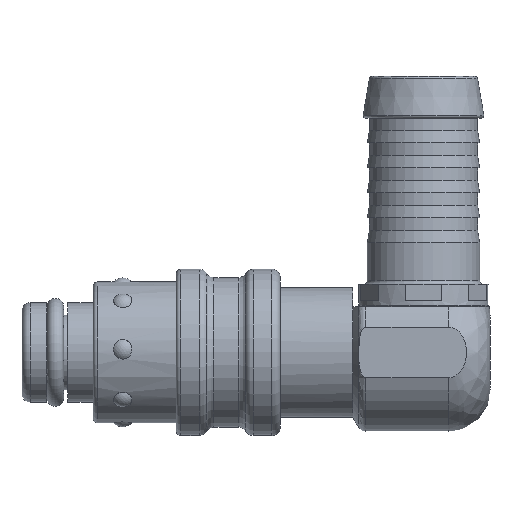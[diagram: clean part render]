
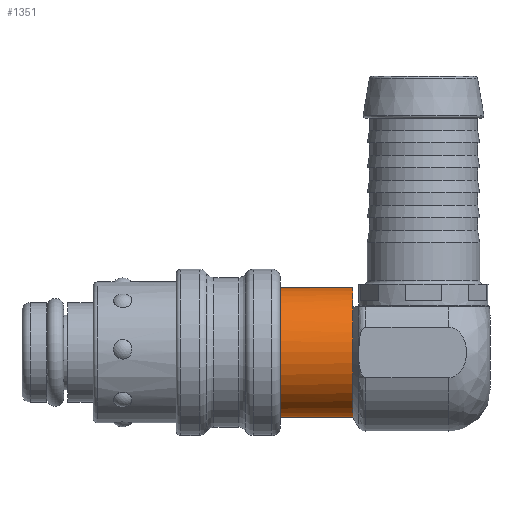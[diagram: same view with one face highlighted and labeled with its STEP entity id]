
A CAD part, front view. The second image highlights one B-rep face of the part: STEP entity #1351.
In plain terms, the highlighted cylindrical face has radius 7.8 mm (diameter 15.6 mm), a full revolution.
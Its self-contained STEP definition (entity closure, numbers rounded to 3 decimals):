
#126=CYLINDRICAL_SURFACE('',#1500,7.8);
#178=FACE_OUTER_BOUND('',#272,.T.);
#272=EDGE_LOOP('',(#1023,#1024,#1025,#1026,#1027,#1028));
#375=LINE('',#2228,#433);
#433=VECTOR('',#1823,7.8);
#494=CIRCLE('',#1501,7.8);
#495=CIRCLE('',#1502,7.8);
#496=CIRCLE('',#1503,7.8);
#497=CIRCLE('',#1504,7.8);
#606=VERTEX_POINT('',#2221);
#607=VERTEX_POINT('',#2222);
#608=VERTEX_POINT('',#2224);
#609=VERTEX_POINT('',#2227);
#757=EDGE_CURVE('',#606,#607,#494,.T.);
#758=EDGE_CURVE('',#608,#606,#495,.T.);
#759=EDGE_CURVE('',#607,#608,#496,.T.);
#760=EDGE_CURVE('',#607,#609,#375,.T.);
#761=EDGE_CURVE('',#609,#609,#497,.T.);
#1023=ORIENTED_EDGE('',*,*,#757,.F.);
#1024=ORIENTED_EDGE('',*,*,#758,.F.);
#1025=ORIENTED_EDGE('',*,*,#759,.F.);
#1026=ORIENTED_EDGE('',*,*,#760,.T.);
#1027=ORIENTED_EDGE('',*,*,#761,.T.);
#1028=ORIENTED_EDGE('',*,*,#760,.F.);
#1351=ADVANCED_FACE('',(#178),#126,.T.);
#1500=AXIS2_PLACEMENT_3D('',#2220,#1815,#1816);
#1501=AXIS2_PLACEMENT_3D('',#2223,#1817,#1818);
#1502=AXIS2_PLACEMENT_3D('',#2225,#1819,#1820);
#1503=AXIS2_PLACEMENT_3D('',#2226,#1821,#1822);
#1504=AXIS2_PLACEMENT_3D('',#2229,#1824,#1825);
#1815=DIRECTION('center_axis',(1.,0.,0.));
#1816=DIRECTION('ref_axis',(0.,1.,0.));
#1817=DIRECTION('center_axis',(1.,0.,0.));
#1818=DIRECTION('ref_axis',(0.,0.,-1.));
#1819=DIRECTION('center_axis',(1.,0.,0.));
#1820=DIRECTION('ref_axis',(0.,0.,-1.));
#1821=DIRECTION('center_axis',(1.,0.,0.));
#1822=DIRECTION('ref_axis',(0.,0.,-1.));
#1823=DIRECTION('',(-1.,0.,0.));
#1824=DIRECTION('center_axis',(1.,0.,0.));
#1825=DIRECTION('ref_axis',(0.,1.,0.));
#2220=CARTESIAN_POINT('Origin',(30.4,0.,0.));
#2221=CARTESIAN_POINT('',(39.8,-5.531,5.5));
#2222=CARTESIAN_POINT('',(39.8,-7.8,0.));
#2223=CARTESIAN_POINT('Origin',(39.8,0.,0.));
#2224=CARTESIAN_POINT('',(39.8,5.531,5.5));
#2225=CARTESIAN_POINT('Origin',(39.8,0.,0.));
#2226=CARTESIAN_POINT('Origin',(39.8,0.,0.));
#2227=CARTESIAN_POINT('',(31.075,-7.8,0.));
#2228=CARTESIAN_POINT('',(30.4,-7.8,0.));
#2229=CARTESIAN_POINT('Origin',(31.075,0.,0.));
